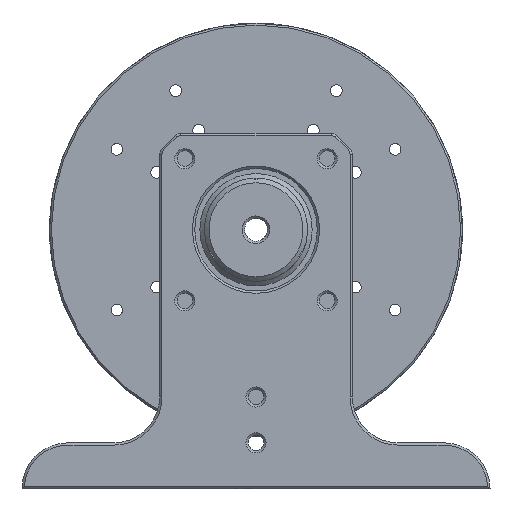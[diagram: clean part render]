
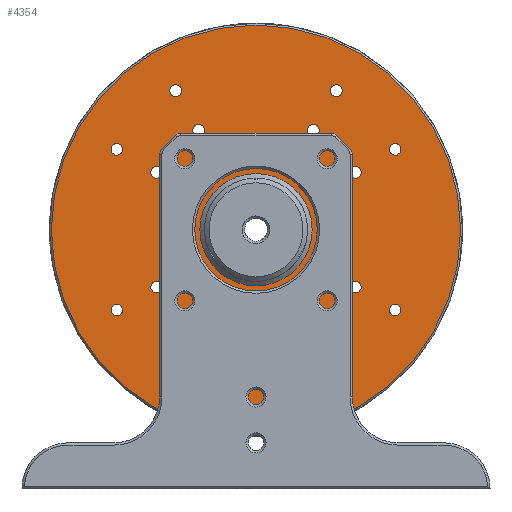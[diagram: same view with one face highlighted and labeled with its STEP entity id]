
A CAD part, left-side view. The second image highlights one B-rep face of the part: STEP entity #4354.
In plain terms, the highlighted planar face has unit normal (-1, 0, 0).
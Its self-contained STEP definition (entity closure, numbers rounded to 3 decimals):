
#101=FACE_BOUND('',#875,.T.);
#102=FACE_BOUND('',#876,.T.);
#103=FACE_BOUND('',#877,.T.);
#104=FACE_BOUND('',#878,.T.);
#105=FACE_BOUND('',#879,.T.);
#106=FACE_BOUND('',#880,.T.);
#107=FACE_BOUND('',#881,.T.);
#108=FACE_BOUND('',#882,.T.);
#109=FACE_BOUND('',#883,.T.);
#110=FACE_BOUND('',#884,.T.);
#111=FACE_BOUND('',#885,.T.);
#112=FACE_BOUND('',#886,.T.);
#113=FACE_BOUND('',#887,.T.);
#114=FACE_BOUND('',#888,.T.);
#115=FACE_BOUND('',#889,.T.);
#116=FACE_BOUND('',#890,.T.);
#117=FACE_BOUND('',#891,.T.);
#213=PLANE('',#4786);
#587=FACE_OUTER_BOUND('',#874,.T.);
#874=EDGE_LOOP('',(#3871));
#875=EDGE_LOOP('',(#3872));
#876=EDGE_LOOP('',(#3873));
#877=EDGE_LOOP('',(#3874));
#878=EDGE_LOOP('',(#3875));
#879=EDGE_LOOP('',(#3876));
#880=EDGE_LOOP('',(#3877));
#881=EDGE_LOOP('',(#3878));
#882=EDGE_LOOP('',(#3879));
#883=EDGE_LOOP('',(#3880));
#884=EDGE_LOOP('',(#3881));
#885=EDGE_LOOP('',(#3882));
#886=EDGE_LOOP('',(#3883));
#887=EDGE_LOOP('',(#3884));
#888=EDGE_LOOP('',(#3885));
#889=EDGE_LOOP('',(#3886));
#890=EDGE_LOOP('',(#3887));
#891=EDGE_LOOP('',(#3888));
#1665=CIRCLE('',#4605,1.265);
#1668=CIRCLE('',#4610,1.265);
#1671=CIRCLE('',#4615,1.265);
#1674=CIRCLE('',#4620,1.265);
#1677=CIRCLE('',#4625,1.265);
#1680=CIRCLE('',#4630,1.265);
#1683=CIRCLE('',#4635,1.265);
#1686=CIRCLE('',#4640,1.265);
#1689=CIRCLE('',#4645,1.265);
#1692=CIRCLE('',#4650,1.265);
#1695=CIRCLE('',#4655,1.265);
#1698=CIRCLE('',#4660,1.265);
#1701=CIRCLE('',#4665,1.265);
#1704=CIRCLE('',#4670,1.265);
#1707=CIRCLE('',#4675,1.265);
#1710=CIRCLE('',#4680,1.265);
#1741=CIRCLE('',#4785,44.6);
#1742=CIRCLE('',#4787,12.235);
#1927=VERTEX_POINT('',#6819);
#1930=VERTEX_POINT('',#6829);
#1933=VERTEX_POINT('',#6839);
#1936=VERTEX_POINT('',#6849);
#1939=VERTEX_POINT('',#6859);
#1942=VERTEX_POINT('',#6869);
#1945=VERTEX_POINT('',#6879);
#1948=VERTEX_POINT('',#6889);
#1951=VERTEX_POINT('',#6899);
#1954=VERTEX_POINT('',#6909);
#1957=VERTEX_POINT('',#6919);
#1960=VERTEX_POINT('',#6929);
#1963=VERTEX_POINT('',#6939);
#1966=VERTEX_POINT('',#6949);
#1969=VERTEX_POINT('',#6959);
#1972=VERTEX_POINT('',#6969);
#2130=VERTEX_POINT('',#7869);
#2131=VERTEX_POINT('',#7873);
#2421=EDGE_CURVE('',#1927,#1927,#1665,.T.);
#2426=EDGE_CURVE('',#1930,#1930,#1668,.T.);
#2431=EDGE_CURVE('',#1933,#1933,#1671,.T.);
#2436=EDGE_CURVE('',#1936,#1936,#1674,.T.);
#2441=EDGE_CURVE('',#1939,#1939,#1677,.T.);
#2446=EDGE_CURVE('',#1942,#1942,#1680,.T.);
#2451=EDGE_CURVE('',#1945,#1945,#1683,.T.);
#2456=EDGE_CURVE('',#1948,#1948,#1686,.T.);
#2461=EDGE_CURVE('',#1951,#1951,#1689,.T.);
#2466=EDGE_CURVE('',#1954,#1954,#1692,.T.);
#2471=EDGE_CURVE('',#1957,#1957,#1695,.T.);
#2476=EDGE_CURVE('',#1960,#1960,#1698,.T.);
#2481=EDGE_CURVE('',#1963,#1963,#1701,.T.);
#2486=EDGE_CURVE('',#1966,#1966,#1704,.T.);
#2491=EDGE_CURVE('',#1969,#1969,#1707,.T.);
#2496=EDGE_CURVE('',#1972,#1972,#1710,.T.);
#2739=EDGE_CURVE('',#2130,#2130,#1741,.T.);
#2741=EDGE_CURVE('',#2131,#2131,#1742,.T.);
#3871=ORIENTED_EDGE('',*,*,#2739,.F.);
#3872=ORIENTED_EDGE('',*,*,#2741,.F.);
#3873=ORIENTED_EDGE('',*,*,#2421,.T.);
#3874=ORIENTED_EDGE('',*,*,#2426,.T.);
#3875=ORIENTED_EDGE('',*,*,#2431,.T.);
#3876=ORIENTED_EDGE('',*,*,#2436,.T.);
#3877=ORIENTED_EDGE('',*,*,#2441,.T.);
#3878=ORIENTED_EDGE('',*,*,#2446,.T.);
#3879=ORIENTED_EDGE('',*,*,#2451,.T.);
#3880=ORIENTED_EDGE('',*,*,#2456,.T.);
#3881=ORIENTED_EDGE('',*,*,#2461,.T.);
#3882=ORIENTED_EDGE('',*,*,#2466,.T.);
#3883=ORIENTED_EDGE('',*,*,#2471,.T.);
#3884=ORIENTED_EDGE('',*,*,#2476,.T.);
#3885=ORIENTED_EDGE('',*,*,#2481,.T.);
#3886=ORIENTED_EDGE('',*,*,#2486,.T.);
#3887=ORIENTED_EDGE('',*,*,#2491,.T.);
#3888=ORIENTED_EDGE('',*,*,#2496,.T.);
#4354=ADVANCED_FACE('',(#587,#101,#102,#103,#104,#105,#106,#107,#108,#109,
#110,#111,#112,#113,#114,#115,#116,#117),#213,.F.);
#4605=AXIS2_PLACEMENT_3D('',#6821,#5393,#5394);
#4610=AXIS2_PLACEMENT_3D('',#6831,#5405,#5406);
#4615=AXIS2_PLACEMENT_3D('',#6841,#5417,#5418);
#4620=AXIS2_PLACEMENT_3D('',#6851,#5429,#5430);
#4625=AXIS2_PLACEMENT_3D('',#6861,#5441,#5442);
#4630=AXIS2_PLACEMENT_3D('',#6871,#5453,#5454);
#4635=AXIS2_PLACEMENT_3D('',#6881,#5465,#5466);
#4640=AXIS2_PLACEMENT_3D('',#6891,#5477,#5478);
#4645=AXIS2_PLACEMENT_3D('',#6901,#5489,#5490);
#4650=AXIS2_PLACEMENT_3D('',#6911,#5501,#5502);
#4655=AXIS2_PLACEMENT_3D('',#6921,#5513,#5514);
#4660=AXIS2_PLACEMENT_3D('',#6931,#5525,#5526);
#4665=AXIS2_PLACEMENT_3D('',#6941,#5537,#5538);
#4670=AXIS2_PLACEMENT_3D('',#6951,#5549,#5550);
#4675=AXIS2_PLACEMENT_3D('',#6961,#5561,#5562);
#4680=AXIS2_PLACEMENT_3D('',#6971,#5573,#5574);
#4785=AXIS2_PLACEMENT_3D('',#7870,#5899,#5900);
#4786=AXIS2_PLACEMENT_3D('',#7872,#5902,#5903);
#4787=AXIS2_PLACEMENT_3D('',#7874,#5904,#5905);
#5393=DIRECTION('center_axis',(1.,0.,0.));
#5394=DIRECTION('ref_axis',(0.,1.,0.));
#5405=DIRECTION('center_axis',(1.,0.,0.));
#5406=DIRECTION('ref_axis',(0.,1.,0.));
#5417=DIRECTION('center_axis',(1.,0.,0.));
#5418=DIRECTION('ref_axis',(0.,0.866,-0.5));
#5429=DIRECTION('center_axis',(1.,0.,0.));
#5430=DIRECTION('ref_axis',(0.,0.,-1.));
#5441=DIRECTION('center_axis',(1.,0.,0.));
#5442=DIRECTION('ref_axis',(0.,-0.5,-0.866));
#5453=DIRECTION('center_axis',(1.,0.,0.));
#5454=DIRECTION('ref_axis',(0.,-1.,0.));
#5465=DIRECTION('center_axis',(1.,0.,0.));
#5466=DIRECTION('ref_axis',(0.,-0.866,0.5));
#5477=DIRECTION('center_axis',(1.,0.,0.));
#5478=DIRECTION('ref_axis',(0.,0.,
1.));
#5489=DIRECTION('center_axis',(1.,0.,0.));
#5490=DIRECTION('ref_axis',(0.,0.5,0.866));
#5501=DIRECTION('center_axis',(1.,0.,0.));
#5502=DIRECTION('ref_axis',(0.,0.866,-0.5));
#5513=DIRECTION('center_axis',(1.,0.,0.));
#5514=DIRECTION('ref_axis',(0.,0.,-1.));
#5525=DIRECTION('center_axis',(1.,0.,0.));
#5526=DIRECTION('ref_axis',(0.,-0.5,-0.866));
#5537=DIRECTION('center_axis',(1.,0.,0.));
#5538=DIRECTION('ref_axis',(0.,-1.,0.));
#5549=DIRECTION('center_axis',(1.,0.,0.));
#5550=DIRECTION('ref_axis',(0.,-0.866,0.5));
#5561=DIRECTION('center_axis',(1.,0.,0.));
#5562=DIRECTION('ref_axis',(0.,0.,
1.));
#5573=DIRECTION('center_axis',(1.,0.,0.));
#5574=DIRECTION('ref_axis',(0.,0.5,0.866));
#5899=DIRECTION('center_axis',(1.,0.,0.));
#5900=DIRECTION('ref_axis',(0.,0.,
-1.));
#5902=DIRECTION('center_axis',(1.,0.,0.));
#5903=DIRECTION('ref_axis',(0.,0.,
-1.));
#5904=DIRECTION('center_axis',(-1.,0.,0.));
#5905=DIRECTION('ref_axis',(0.,0.,-1.));
#6819=CARTESIAN_POINT('',(18.548,11.236,18.103));
#6821=CARTESIAN_POINT('Origin',(18.548,12.5,18.103));
#6829=CARTESIAN_POINT('',(18.548,16.236,26.763));
#6831=CARTESIAN_POINT('Origin',(18.548,17.5,26.763));
#6839=CARTESIAN_POINT('',(18.548,20.556,9.585));
#6841=CARTESIAN_POINT('Origin',(18.548,21.651,8.952));
#6849=CARTESIAN_POINT('',(18.548,21.651,-14.783));
#6851=CARTESIAN_POINT('Origin',(18.548,21.651,-16.048));
#6859=CARTESIAN_POINT('',(18.548,13.132,-24.103));
#6861=CARTESIAN_POINT('Origin',(18.548,12.5,-25.198));
#6869=CARTESIAN_POINT('',(18.548,-11.236,-25.198));
#6871=CARTESIAN_POINT('Origin',(18.548,-12.5,-25.198));
#6879=CARTESIAN_POINT('',(18.548,-20.556,-16.68));
#6881=CARTESIAN_POINT('Origin',(18.548,-21.651,-16.048));
#6889=CARTESIAN_POINT('',(18.548,-21.651,7.688));
#6891=CARTESIAN_POINT('Origin',(18.548,-21.651,8.952));
#6899=CARTESIAN_POINT('',(18.548,-13.132,17.008));
#6901=CARTESIAN_POINT('Origin',(18.548,-12.5,18.103));
#6909=CARTESIAN_POINT('',(18.548,29.216,14.585));
#6911=CARTESIAN_POINT('Origin',(18.548,30.311,13.952));
#6919=CARTESIAN_POINT('',(18.548,30.311,-19.783));
#6921=CARTESIAN_POINT('Origin',(18.548,30.311,-21.048));
#6929=CARTESIAN_POINT('',(18.548,18.132,-32.763));
#6931=CARTESIAN_POINT('Origin',(18.548,17.5,-33.859));
#6939=CARTESIAN_POINT('',(18.548,-16.236,-33.859));
#6941=CARTESIAN_POINT('Origin',(18.548,-17.5,-33.859));
#6949=CARTESIAN_POINT('',(18.548,-29.216,-21.68));
#6951=CARTESIAN_POINT('Origin',(18.548,-30.311,-21.048));
#6959=CARTESIAN_POINT('',(18.548,-30.311,12.688));
#6961=CARTESIAN_POINT('Origin',(18.548,-30.311,13.952));
#6969=CARTESIAN_POINT('',(18.548,-18.132,25.668));
#6971=CARTESIAN_POINT('Origin',(18.548,-17.5,26.763));
#7869=CARTESIAN_POINT('',(18.548,0.,41.052));
#7870=CARTESIAN_POINT('Origin',(18.548,0.,-3.548));
#7872=CARTESIAN_POINT('Origin',(18.548,0.,-3.548));
#7873=CARTESIAN_POINT('',(18.548,0.,8.687));
#7874=CARTESIAN_POINT('Origin',(18.548,0.,-3.548));
